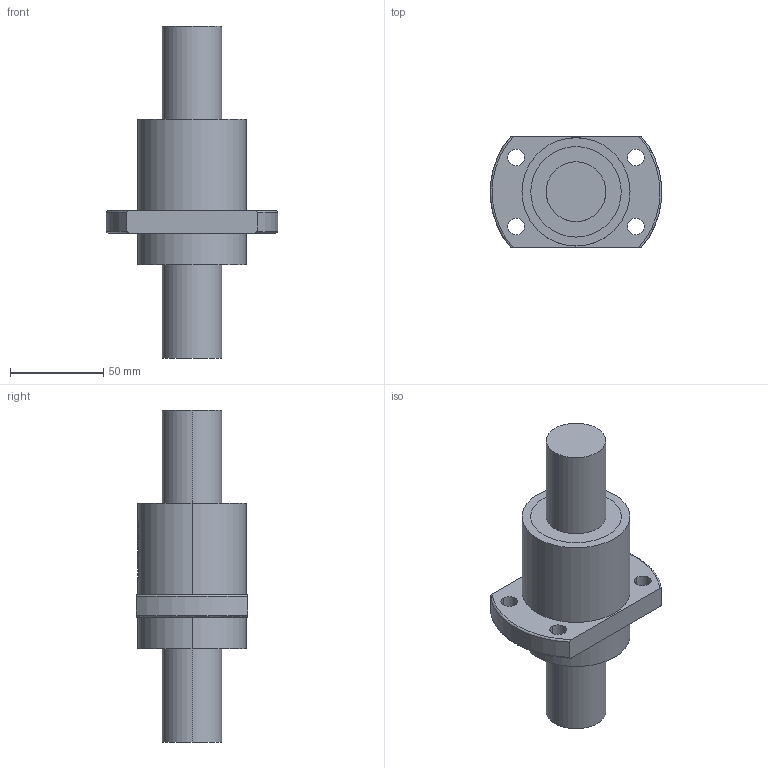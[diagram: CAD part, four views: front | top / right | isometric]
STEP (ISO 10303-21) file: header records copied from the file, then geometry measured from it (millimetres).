
FILE_DESCRIPTION (( 'STEP AP214' ), '1' );
FILE_NAME ('SFY3232-3.6.STEP', '2019-04-24T05:58:54', ( '' ), ( '' ), 'SwSTEP 2.0', 'SolidWorks 2015', '' );
FILE_SCHEMA (( 'AUTOMOTIVE_DESIGN' ));
Length unit declared in the file: millimetre
Products named in the file (1): SFY3232-3.6
Bounding box: 91.74 x 60 x 178 mm (x, y, z)
Volume: 312809.7 mm3; surface area: 61269.8 mm2
Topology: 4 solids, 4 shells, 605 faces, 1665 edges, 1110 vertices
Faces by surface type: bspline 429, plane 100, cylinder 76
Entity records: 28386 total; most frequent: CARTESIAN_POINT 16772, ORIENTED_EDGE 3330, EDGE_CURVE 1665, B_SPLINE_CURVE_WITH_KNOTS 1363, VERTEX_POINT 1110, DIRECTION 764, EDGE_LOOP 661, ADVANCED_FACE 605
